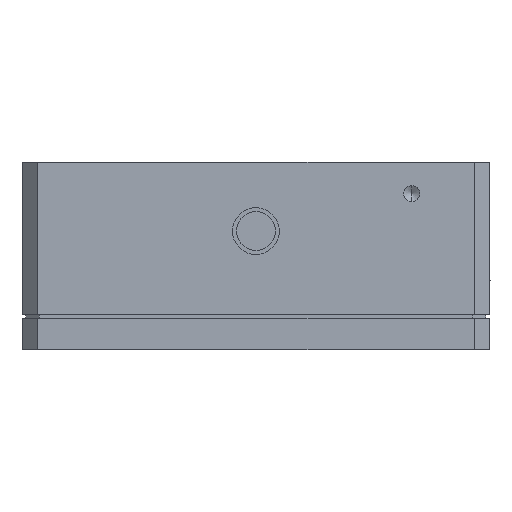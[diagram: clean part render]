
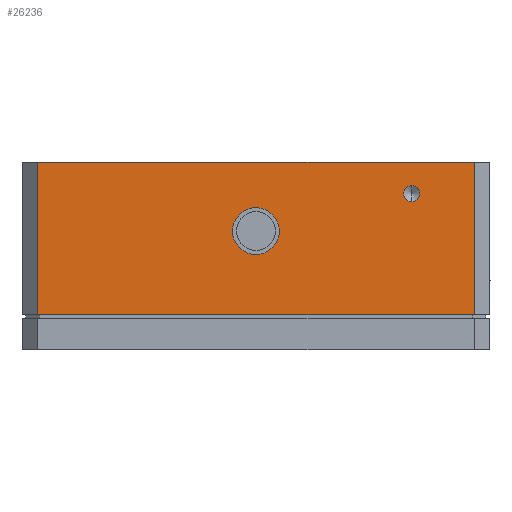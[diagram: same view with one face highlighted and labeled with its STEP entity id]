
A CAD part, left-side view. The second image highlights one B-rep face of the part: STEP entity #26236.
In plain terms, the highlighted planar face has unit normal (-1, 0, 0).
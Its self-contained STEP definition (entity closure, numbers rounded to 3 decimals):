
#468 = EDGE_CURVE ( 'NONE', #14815, #1067, #29659, .T. ) ;
#487 = ORIENTED_EDGE ( 'NONE', *, *, #10638, .T. ) ;
#868 = VECTOR ( 'NONE', #5013, 1000. ) ;
#1067 = VERTEX_POINT ( 'NONE', #40628 ) ;
#1241 = FACE_BOUND ( 'NONE', #20545, .T. ) ;
#1573 = DIRECTION ( 'NONE',  ( 0., -1., 0. ) ) ;
#1802 = CARTESIAN_POINT ( 'NONE',  ( 0., -58., 24. ) ) ;
#3621 = CIRCLE ( 'NONE', #23734, 3. ) ;
#4441 = DIRECTION ( 'NONE',  ( -1., 0., 0. ) ) ;
#4603 = DIRECTION ( 'NONE',  ( 0., 1., 0. ) ) ;
#4950 = EDGE_LOOP ( 'NONE', ( #8242, #487, #12671, #35415 ) ) ;
#5013 = DIRECTION ( 'NONE',  ( 0., 0., 1. ) ) ;
#5981 = VERTEX_POINT ( 'NONE', #16374 ) ;
#6409 = AXIS2_PLACEMENT_3D ( 'NONE', #17210, #23803, #4603 ) ;
#6696 = EDGE_LOOP ( 'NONE', ( #9788, #10137 ) ) ;
#7999 = VECTOR ( 'NONE', #9729, 1000. ) ;
#8242 = ORIENTED_EDGE ( 'NONE', *, *, #15380, .F. ) ;
#8438 = VERTEX_POINT ( 'NONE', #11963 ) ;
#8460 = CARTESIAN_POINT ( 'NONE',  ( 0., -27., 15.2 ) ) ;
#8566 = VERTEX_POINT ( 'NONE', #28633 ) ;
#8777 = VERTEX_POINT ( 'NONE', #29594 ) ;
#9729 = DIRECTION ( 'NONE',  ( 0., 0., -1. ) ) ;
#9788 = ORIENTED_EDGE ( 'NONE', *, *, #30025, .F. ) ;
#9798 = AXIS2_PLACEMENT_3D ( 'NONE', #30617, #10879, #39834 ) ;
#10134 = CARTESIAN_POINT ( 'NONE',  ( 0., -50., 20. ) ) ;
#10137 = ORIENTED_EDGE ( 'NONE', *, *, #20465, .F. ) ;
#10638 = EDGE_CURVE ( 'NONE', #13564, #8566, #12396, .T. ) ;
#10746 = DIRECTION ( 'NONE',  ( 0., 1., 0. ) ) ;
#10879 = DIRECTION ( 'NONE',  ( -1., 0., 0. ) ) ;
#11285 = ORIENTED_EDGE ( 'NONE', *, *, #16172, .F. ) ;
#11963 = CARTESIAN_POINT ( 'NONE',  ( 0., -50., 21.025 ) ) ;
#12396 = LINE ( 'NONE', #1802, #868 ) ;
#12671 = ORIENTED_EDGE ( 'NONE', *, *, #35336, .F. ) ;
#13564 = VERTEX_POINT ( 'NONE', #34115 ) ;
#13777 = VERTEX_POINT ( 'NONE', #40186 ) ;
#14121 = CARTESIAN_POINT ( 'NONE',  ( 0., -58., 4.5 ) ) ;
#14815 = VERTEX_POINT ( 'NONE', #8460 ) ;
#15380 = EDGE_CURVE ( 'NONE', #13564, #8777, #35748, .T. ) ;
#16172 = EDGE_CURVE ( 'NONE', #1067, #14815, #3621, .T. ) ;
#16374 = CARTESIAN_POINT ( 'NONE',  ( 0., -50., 18.975 ) ) ;
#16508 = LINE ( 'NONE', #28763, #7999 ) ;
#16571 = DIRECTION ( 'NONE',  ( -1., 0., 0. ) ) ;
#17210 = CARTESIAN_POINT ( 'NONE',  ( 0., 0., 24. ) ) ;
#18756 = FACE_BOUND ( 'NONE', #6696, .T. ) ;
#19470 = EDGE_CURVE ( 'NONE', #13777, #8777, #16508, .T. ) ;
#19482 = AXIS2_PLACEMENT_3D ( 'NONE', #39857, #39993, #26839 ) ;
#20465 = EDGE_CURVE ( 'NONE', #5981, #8438, #26415, .T. ) ;
#20545 = EDGE_LOOP ( 'NONE', ( #40557, #11285 ) ) ;
#20696 = VECTOR ( 'NONE', #33422, 1000. ) ;
#20759 = CARTESIAN_POINT ( 'NONE',  ( 0., 0., 24. ) ) ;
#23734 = AXIS2_PLACEMENT_3D ( 'NONE', #36770, #4441, #10746 ) ;
#23803 = DIRECTION ( 'NONE',  ( 1., 0., 0. ) ) ;
#24015 = LINE ( 'NONE', #20759, #26443 ) ;
#26236 = ADVANCED_FACE ( 'NONE', ( #18756, #1241, #29272 ), #27129, .F. ) ;
#26415 = CIRCLE ( 'NONE', #19482, 1.025 ) ;
#26443 = VECTOR ( 'NONE', #1573, 1000. ) ;
#26839 = DIRECTION ( 'NONE',  ( 0., 0., 1. ) ) ;
#27037 = CIRCLE ( 'NONE', #29732, 1.025 ) ;
#27129 = PLANE ( 'NONE',  #6409 ) ;
#28633 = CARTESIAN_POINT ( 'NONE',  ( 0., -58., 24. ) ) ;
#28763 = CARTESIAN_POINT ( 'NONE',  ( 0., -2., 24. ) ) ;
#29272 = FACE_OUTER_BOUND ( 'NONE', #4950, .T. ) ;
#29594 = CARTESIAN_POINT ( 'NONE',  ( 0., -2., 4.5 ) ) ;
#29659 = CIRCLE ( 'NONE', #9798, 3. ) ;
#29732 = AXIS2_PLACEMENT_3D ( 'NONE', #10134, #16571, #33206 ) ;
#30025 = EDGE_CURVE ( 'NONE', #8438, #5981, #27037, .T. ) ;
#30617 = CARTESIAN_POINT ( 'NONE',  ( 0., -30., 15.2 ) ) ;
#33206 = DIRECTION ( 'NONE',  ( 0., 0., 1. ) ) ;
#33422 = DIRECTION ( 'NONE',  ( 0., 1., 0. ) ) ;
#34115 = CARTESIAN_POINT ( 'NONE',  ( 0., -58., 4.5 ) ) ;
#35336 = EDGE_CURVE ( 'NONE', #13777, #8566, #24015, .T. ) ;
#35415 = ORIENTED_EDGE ( 'NONE', *, *, #19470, .T. ) ;
#35748 = LINE ( 'NONE', #14121, #20696 ) ;
#36770 = CARTESIAN_POINT ( 'NONE',  ( 0., -30., 15.2 ) ) ;
#39834 = DIRECTION ( 'NONE',  ( 0., 1., 0. ) ) ;
#39857 = CARTESIAN_POINT ( 'NONE',  ( 0., -50., 20. ) ) ;
#39993 = DIRECTION ( 'NONE',  ( -1., 0., 0. ) ) ;
#40186 = CARTESIAN_POINT ( 'NONE',  ( 0., -2., 24. ) ) ;
#40557 = ORIENTED_EDGE ( 'NONE', *, *, #468, .F. ) ;
#40628 = CARTESIAN_POINT ( 'NONE',  ( 0., -33., 15.2 ) ) ;
